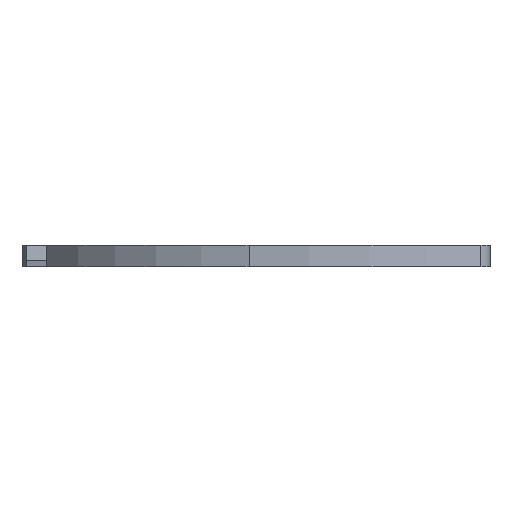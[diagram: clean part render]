
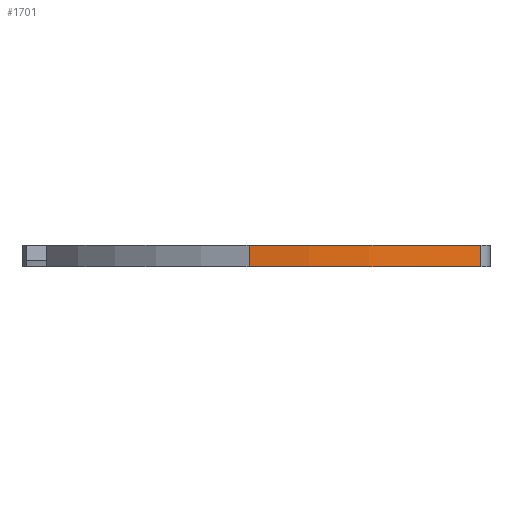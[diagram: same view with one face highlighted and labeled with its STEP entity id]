
A CAD part, left-side view. The second image highlights one B-rep face of the part: STEP entity #1701.
In plain terms, the highlighted cylindrical face has radius 82.692 mm (diameter 165.383 mm), a partial arc.
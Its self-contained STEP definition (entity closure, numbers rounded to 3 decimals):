
#32 = VERTEX_POINT('',#33);
#33 = CARTESIAN_POINT('',(-54.434,5.038,0.1));
#40 = EDGE_CURVE('',#32,#41,#43,.T.);
#41 = VERTEX_POINT('',#42);
#42 = CARTESIAN_POINT('',(-43.512,-50.005,0.1));
#43 = CIRCLE('',#44,82.692);
#44 = AXIS2_PLACEMENT_3D('',#45,#46,#47);
#45 = CARTESIAN_POINT('',(27.325,-7.343,0.1));
#46 = DIRECTION('',(0.,0.,1.));
#47 = DIRECTION('',(1.,0.,0.));
#1651 = VERTEX_POINT('',#1652);
#1652 = CARTESIAN_POINT('',(-54.434,5.038,5.2));
#1659 = EDGE_CURVE('',#32,#1651,#1660,.T.);
#1660 = LINE('',#1661,#1662);
#1661 = CARTESIAN_POINT('',(-54.434,5.038,0.1));
#1662 = VECTOR('',#1663,1.);
#1663 = DIRECTION('',(0.,0.,1.));
#1701 = ADVANCED_FACE('',(#1702),#1721,.T.);
#1702 = FACE_BOUND('',#1703,.F.);
#1703 = EDGE_LOOP('',(#1704,#1705,#1714,#1720));
#1704 = ORIENTED_EDGE('',*,*,#1659,.T.);
#1705 = ORIENTED_EDGE('',*,*,#1706,.T.);
#1706 = EDGE_CURVE('',#1651,#1707,#1709,.T.);
#1707 = VERTEX_POINT('',#1708);
#1708 = CARTESIAN_POINT('',(-43.512,-50.005,5.2));
#1709 = CIRCLE('',#1710,82.692);
#1710 = AXIS2_PLACEMENT_3D('',#1711,#1712,#1713);
#1711 = CARTESIAN_POINT('',(27.325,-7.343,5.2));
#1712 = DIRECTION('',(0.,0.,1.));
#1713 = DIRECTION('',(1.,0.,0.));
#1714 = ORIENTED_EDGE('',*,*,#1715,.F.);
#1715 = EDGE_CURVE('',#41,#1707,#1716,.T.);
#1716 = LINE('',#1717,#1718);
#1717 = CARTESIAN_POINT('',(-43.512,-50.005,0.1));
#1718 = VECTOR('',#1719,1.);
#1719 = DIRECTION('',(0.,0.,1.));
#1720 = ORIENTED_EDGE('',*,*,#40,.F.);
#1721 = CYLINDRICAL_SURFACE('',#1722,82.692);
#1722 = AXIS2_PLACEMENT_3D('',#1723,#1724,#1725);
#1723 = CARTESIAN_POINT('',(27.325,-7.343,0.1));
#1724 = DIRECTION('',(-0.,-0.,-1.));
#1725 = DIRECTION('',(1.,0.,0.));
